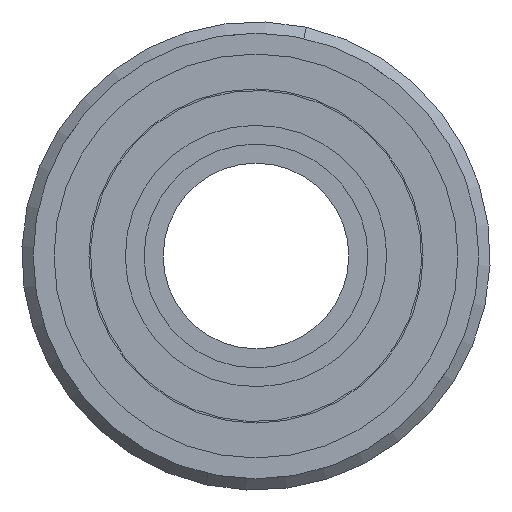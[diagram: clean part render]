
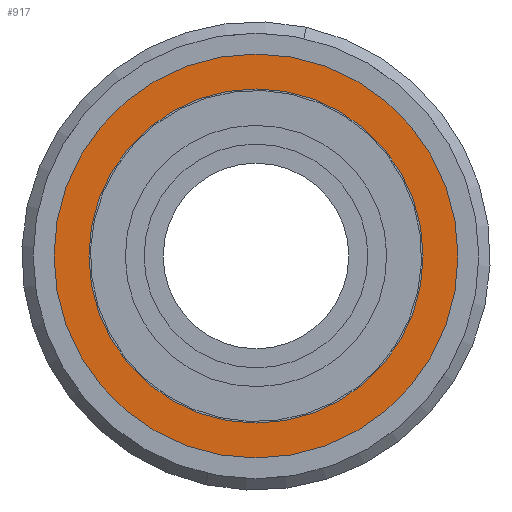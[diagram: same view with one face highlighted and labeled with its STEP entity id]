
A CAD part, front view. The second image highlights one B-rep face of the part: STEP entity #917.
In plain terms, the highlighted planar face has unit normal (0, -1, 0).
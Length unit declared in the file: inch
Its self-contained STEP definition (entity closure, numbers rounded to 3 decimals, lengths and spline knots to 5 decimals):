
#7 = EDGE_CURVE ( 'NONE', #1617, #1533, #683, .T. ) ;
#172 = EDGE_CURVE ( 'NONE', #1457, #1655, #804, .T. ) ;
#356 = AXIS2_PLACEMENT_3D ( 'NONE', #1115, #1116, #1117 ) ;
#407 = CARTESIAN_POINT ( 'NONE',  ( 0., 0.12, -0.28 ) ) ;
#473 = CARTESIAN_POINT ( 'NONE',  ( 0., 0.12, 0.28 ) ) ;
#496 = CARTESIAN_POINT ( 'NONE',  ( 0., 0.12, -0.3385 ) ) ;
#509 = CARTESIAN_POINT ( 'NONE',  ( 0., 0.12, 0.3385 ) ) ;
#594 = AXIS2_PLACEMENT_3D ( 'NONE', #1861, #1977, #1871 ) ;
#683 = CIRCLE ( 'NONE', #594, 0.3385 ) ;
#728 = EDGE_LOOP ( 'NONE', ( #1572, #1546 ) ) ;
#772 = EDGE_LOOP ( 'NONE', ( #1565, #1515 ) ) ;
#804 = CIRCLE ( 'NONE', #1219, 0.28 ) ;
#917 = ADVANCED_FACE ( 'NONE', ( #977, #980 ), #1386, .F. ) ;
#931 = CIRCLE ( 'NONE', #356, 0.28 ) ;
#977 = FACE_OUTER_BOUND ( 'NONE', #772, .T. ) ;
#980 = FACE_BOUND ( 'NONE', #728, .T. ) ;
#998 = CIRCLE ( 'NONE', #1275, 0.3385 ) ;
#1066 = CARTESIAN_POINT ( 'NONE',  ( 0., 0.12, 0. ) ) ;
#1067 = DIRECTION ( 'NONE',  ( 0., 1., 0. ) ) ;
#1068 = DIRECTION ( 'NONE',  ( 0., 0., 1. ) ) ;
#1115 = CARTESIAN_POINT ( 'NONE',  ( 0., 0.12, 0. ) ) ;
#1116 = DIRECTION ( 'NONE',  ( 0., 1., 0. ) ) ;
#1117 = DIRECTION ( 'NONE',  ( 0., 0., 1. ) ) ;
#1219 = AXIS2_PLACEMENT_3D ( 'NONE', #1801, #1948, #1834 ) ;
#1269 = AXIS2_PLACEMENT_3D ( 'NONE', #1378, #1384, #1380 ) ;
#1275 = AXIS2_PLACEMENT_3D ( 'NONE', #1066, #1067, #1068 ) ;
#1286 = EDGE_CURVE ( 'NONE', #1533, #1617, #998, .T. ) ;
#1301 = EDGE_CURVE ( 'NONE', #1655, #1457, #931, .T. ) ;
#1378 = CARTESIAN_POINT ( 'NONE',  ( 0.3385, 0.12, 0. ) ) ;
#1380 = DIRECTION ( 'NONE',  ( 0., 0., 1. ) ) ;
#1384 = DIRECTION ( 'NONE',  ( 0., 1., 0. ) ) ;
#1386 = PLANE ( 'NONE',  #1269 ) ;
#1457 = VERTEX_POINT ( 'NONE', #473 ) ;
#1515 = ORIENTED_EDGE ( 'NONE', *, *, #1286, .F. ) ;
#1533 = VERTEX_POINT ( 'NONE', #496 ) ;
#1546 = ORIENTED_EDGE ( 'NONE', *, *, #1301, .T. ) ;
#1565 = ORIENTED_EDGE ( 'NONE', *, *, #7, .F. ) ;
#1572 = ORIENTED_EDGE ( 'NONE', *, *, #172, .T. ) ;
#1617 = VERTEX_POINT ( 'NONE', #509 ) ;
#1655 = VERTEX_POINT ( 'NONE', #407 ) ;
#1801 = CARTESIAN_POINT ( 'NONE',  ( 0., 0.12, 0. ) ) ;
#1834 = DIRECTION ( 'NONE',  ( 0., 0., 1. ) ) ;
#1861 = CARTESIAN_POINT ( 'NONE',  ( 0., 0.12, 0. ) ) ;
#1871 = DIRECTION ( 'NONE',  ( 0., 0., 1. ) ) ;
#1948 = DIRECTION ( 'NONE',  ( 0., 1., 0. ) ) ;
#1977 = DIRECTION ( 'NONE',  ( 0., 1., 0. ) ) ;
